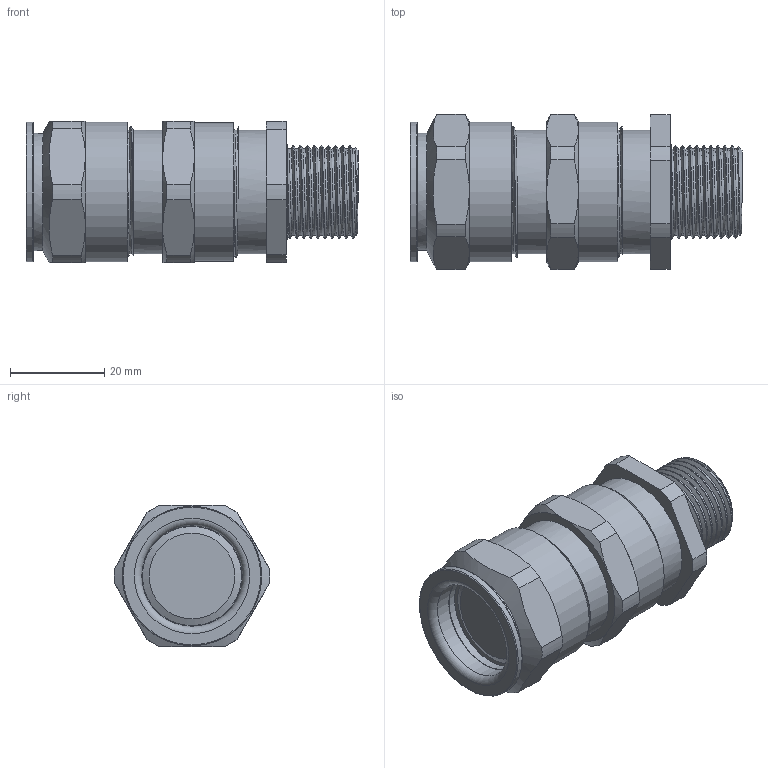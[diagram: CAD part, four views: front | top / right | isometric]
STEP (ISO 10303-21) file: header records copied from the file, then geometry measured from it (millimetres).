
FILE_DESCRIPTION(/* description */ ('ADE-4F M20x1,5'),/* implementation_level */ '2;1');
FILE_NAME(/* name */ '00846604V1-RST.stp',/* time_stamp */ '2020-03-12T11:30:34+01:00',/* author */ ('sl'),/* organization */ (''),/* preprocessor_version */ 'ST-DEVELOPER v16.5',/* originating_system */ 'Autodesk Inventor 2017',/* authorisation */ '');
FILE_SCHEMA (('AUTOMOTIVE_DESIGN { 1 0 10303 214 3 1 1 }'));
Length unit declared in the file: millimetre
Products named in the file (9): 00846604V1; 00846604V1_1; 00846604V1_2; 00846604V1_3; 00846604V1_4; 00846604V1_5; 00846694V1; 00846604V1_6; 00846694V1_1
Assembly tree (8 placements, depth 2):
  00846604V1
    00846604V1_1
    00846604V1_2
    00846604V1_3
    00846604V1_4
    00846604V1_5
    00846694V1
    00846604V1_6
    00846694V1_1
Bounding box: 70.48 x 32.98 x 30 mm (x, y, z)
Volume: 18503.8 mm3; surface area: 26489.2 mm2
Topology: 10 solids, 10 shells, 207 faces, 448 edges, 283 vertices
Faces by surface type: cylinder 82, plane 64, cone 35, torus 16, bspline 10
Full cylindrical faces by diameter (mm): 15.99 x1, 16.11 x1, 16.14 x1, 17.5 x1, 17.67 x1, 19 x1, 19.29 x2, 20 x1, 20.86 x2, 20.9 x1, 21.08 x1, 21.16 x1, 21.47 x1, 21.48 x1, 21.65 x1, 22.52 x1, 23 x1, 23.34 x1, 23.82 x1, 23.83 x1, 24.11 x1, 24.86 x1, 25 x1, 26.278 x4, 26.32 x3, 26.66 x1, 26.84 x8, 26.88 x1, 26.97 x2, 27 x7
Entity records: 11095 total; most frequent: CARTESIAN_POINT 7298, DIRECTION 778, ORIENTED_EDGE 610, AXIS2_PLACEMENT_3D 365, EDGE_CURVE 303, EDGE_LOOP 292, VERTEX_POINT 229, FACE_OUTER_BOUND 185
